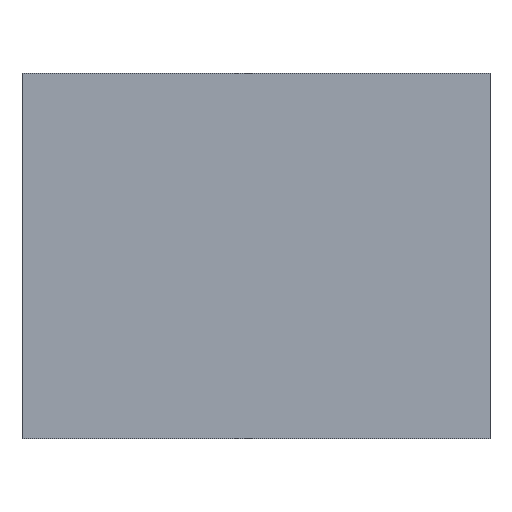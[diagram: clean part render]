
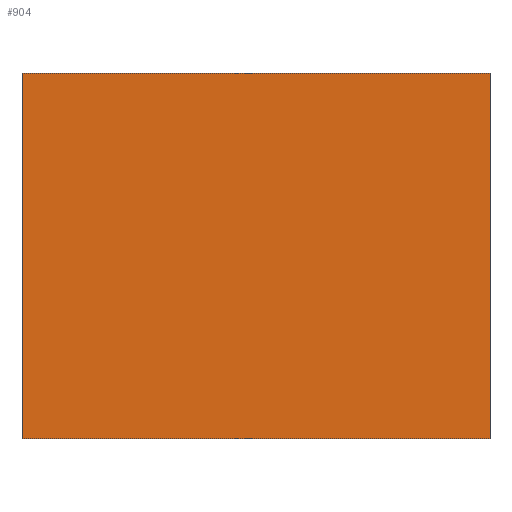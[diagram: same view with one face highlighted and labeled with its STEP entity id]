
A CAD part, front view. The second image highlights one B-rep face of the part: STEP entity #904.
In plain terms, the highlighted planar face has unit normal (0, 1, 0).
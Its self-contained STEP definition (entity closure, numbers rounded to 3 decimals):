
#100 = PLANE('',#101);
#101 = AXIS2_PLACEMENT_3D('',#102,#103,#104);
#102 = CARTESIAN_POINT('',(17.,34.,0.));
#103 = DIRECTION('',(-0.,0.,1.));
#104 = DIRECTION('',(1.,0.,0.));
#200 = VERTEX_POINT('',#201);
#201 = CARTESIAN_POINT('',(50.,0.,0.));
#215 = PLANE('',#216);
#216 = AXIS2_PLACEMENT_3D('',#217,#218,#219);
#217 = CARTESIAN_POINT('',(50.,28.,0.));
#218 = DIRECTION('',(1.,0.,-0.));
#219 = DIRECTION('',(0.,0.,1.));
#227 = EDGE_CURVE('',#228,#200,#230,.T.);
#228 = VERTEX_POINT('',#229);
#229 = CARTESIAN_POINT('',(0.,0.,0.));
#230 = SURFACE_CURVE('',#231,(#235,#242),.PCURVE_S1.);
#231 = LINE('',#232,#233);
#232 = CARTESIAN_POINT('',(0.,0.,0.));
#233 = VECTOR('',#234,1.);
#234 = DIRECTION('',(1.,0.,0.));
#235 = PCURVE('',#100,#236);
#236 = DEFINITIONAL_REPRESENTATION('',(#237),#241);
#237 = LINE('',#238,#239);
#238 = CARTESIAN_POINT('',(-17.,-34.));
#239 = VECTOR('',#240,1.);
#240 = DIRECTION('',(1.,0.));
#241 = ( GEOMETRIC_REPRESENTATION_CONTEXT(2) 
PARAMETRIC_REPRESENTATION_CONTEXT() REPRESENTATION_CONTEXT('2D SPACE',''
  ) );
#242 = PCURVE('',#243,#248);
#243 = PLANE('',#244);
#244 = AXIS2_PLACEMENT_3D('',#245,#246,#247);
#245 = CARTESIAN_POINT('',(0.,0.,39.));
#246 = DIRECTION('',(0.,1.,0.));
#247 = DIRECTION('',(0.,-0.,1.));
#248 = DEFINITIONAL_REPRESENTATION('',(#249),#253);
#249 = LINE('',#250,#251);
#250 = CARTESIAN_POINT('',(-39.,0.));
#251 = VECTOR('',#252,1.);
#252 = DIRECTION('',(0.,1.));
#253 = ( GEOMETRIC_REPRESENTATION_CONTEXT(2) 
PARAMETRIC_REPRESENTATION_CONTEXT() REPRESENTATION_CONTEXT('2D SPACE',''
  ) );
#271 = PLANE('',#272);
#272 = AXIS2_PLACEMENT_3D('',#273,#274,#275);
#273 = CARTESIAN_POINT('',(0.,0.,39.));
#274 = DIRECTION('',(-1.,0.,0.));
#275 = DIRECTION('',(0.,0.,-1.));
#904 = ADVANCED_FACE('',(#905),#243,.T.);
#905 = FACE_BOUND('',#906,.F.);
#906 = EDGE_LOOP('',(#907,#930,#931,#954));
#907 = ORIENTED_EDGE('',*,*,#908,.T.);
#908 = EDGE_CURVE('',#909,#228,#911,.T.);
#909 = VERTEX_POINT('',#910);
#910 = CARTESIAN_POINT('',(0.,0.,39.));
#911 = SURFACE_CURVE('',#912,(#916,#923),.PCURVE_S1.);
#912 = LINE('',#913,#914);
#913 = CARTESIAN_POINT('',(0.,0.,39.));
#914 = VECTOR('',#915,1.);
#915 = DIRECTION('',(0.,0.,-1.));
#916 = PCURVE('',#243,#917);
#917 = DEFINITIONAL_REPRESENTATION('',(#918),#922);
#918 = LINE('',#919,#920);
#919 = CARTESIAN_POINT('',(0.,0.));
#920 = VECTOR('',#921,1.);
#921 = DIRECTION('',(-1.,0.));
#922 = ( GEOMETRIC_REPRESENTATION_CONTEXT(2) 
PARAMETRIC_REPRESENTATION_CONTEXT() REPRESENTATION_CONTEXT('2D SPACE',''
  ) );
#923 = PCURVE('',#271,#924);
#924 = DEFINITIONAL_REPRESENTATION('',(#925),#929);
#925 = LINE('',#926,#927);
#926 = CARTESIAN_POINT('',(0.,-0.));
#927 = VECTOR('',#928,1.);
#928 = DIRECTION('',(1.,0.));
#929 = ( GEOMETRIC_REPRESENTATION_CONTEXT(2) 
PARAMETRIC_REPRESENTATION_CONTEXT() REPRESENTATION_CONTEXT('2D SPACE',''
  ) );
#930 = ORIENTED_EDGE('',*,*,#227,.T.);
#931 = ORIENTED_EDGE('',*,*,#932,.T.);
#932 = EDGE_CURVE('',#200,#933,#935,.T.);
#933 = VERTEX_POINT('',#934);
#934 = CARTESIAN_POINT('',(50.,0.,39.));
#935 = SURFACE_CURVE('',#936,(#940,#947),.PCURVE_S1.);
#936 = LINE('',#937,#938);
#937 = CARTESIAN_POINT('',(50.,0.,0.));
#938 = VECTOR('',#939,1.);
#939 = DIRECTION('',(0.,0.,1.));
#940 = PCURVE('',#243,#941);
#941 = DEFINITIONAL_REPRESENTATION('',(#942),#946);
#942 = LINE('',#943,#944);
#943 = CARTESIAN_POINT('',(-39.,50.));
#944 = VECTOR('',#945,1.);
#945 = DIRECTION('',(1.,0.));
#946 = ( GEOMETRIC_REPRESENTATION_CONTEXT(2) 
PARAMETRIC_REPRESENTATION_CONTEXT() REPRESENTATION_CONTEXT('2D SPACE',''
  ) );
#947 = PCURVE('',#215,#948);
#948 = DEFINITIONAL_REPRESENTATION('',(#949),#953);
#949 = LINE('',#950,#951);
#950 = CARTESIAN_POINT('',(0.,28.));
#951 = VECTOR('',#952,1.);
#952 = DIRECTION('',(1.,0.));
#953 = ( GEOMETRIC_REPRESENTATION_CONTEXT(2) 
PARAMETRIC_REPRESENTATION_CONTEXT() REPRESENTATION_CONTEXT('2D SPACE',''
  ) );
#954 = ORIENTED_EDGE('',*,*,#955,.T.);
#955 = EDGE_CURVE('',#933,#909,#956,.T.);
#956 = SURFACE_CURVE('',#957,(#961,#968),.PCURVE_S1.);
#957 = LINE('',#958,#959);
#958 = CARTESIAN_POINT('',(50.,0.,39.));
#959 = VECTOR('',#960,1.);
#960 = DIRECTION('',(-1.,0.,0.));
#961 = PCURVE('',#243,#962);
#962 = DEFINITIONAL_REPRESENTATION('',(#963),#967);
#963 = LINE('',#964,#965);
#964 = CARTESIAN_POINT('',(0.,50.));
#965 = VECTOR('',#966,1.);
#966 = DIRECTION('',(0.,-1.));
#967 = ( GEOMETRIC_REPRESENTATION_CONTEXT(2) 
PARAMETRIC_REPRESENTATION_CONTEXT() REPRESENTATION_CONTEXT('2D SPACE',''
  ) );
#968 = PCURVE('',#969,#974);
#969 = PLANE('',#970);
#970 = AXIS2_PLACEMENT_3D('',#971,#972,#973);
#971 = CARTESIAN_POINT('',(17.,34.,39.));
#972 = DIRECTION('',(0.,0.,-1.));
#973 = DIRECTION('',(-1.,0.,-0.));
#974 = DEFINITIONAL_REPRESENTATION('',(#975),#979);
#975 = LINE('',#976,#977);
#976 = CARTESIAN_POINT('',(-33.,-34.));
#977 = VECTOR('',#978,1.);
#978 = DIRECTION('',(1.,0.));
#979 = ( GEOMETRIC_REPRESENTATION_CONTEXT(2) 
PARAMETRIC_REPRESENTATION_CONTEXT() REPRESENTATION_CONTEXT('2D SPACE',''
  ) );
